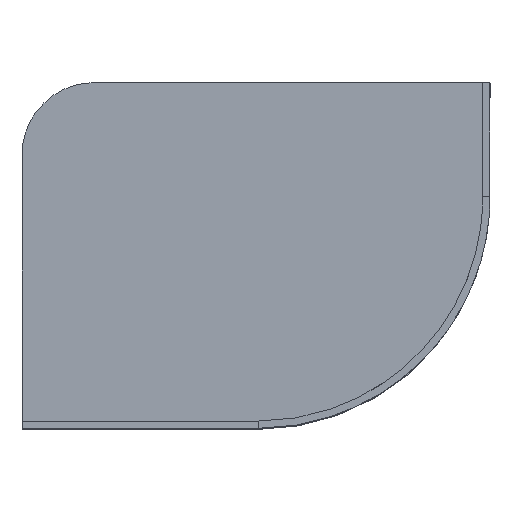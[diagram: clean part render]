
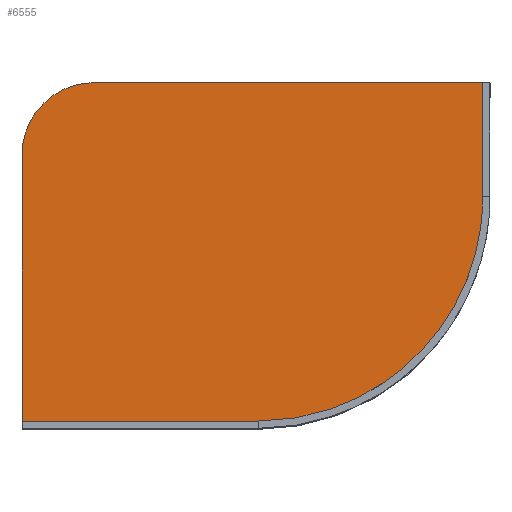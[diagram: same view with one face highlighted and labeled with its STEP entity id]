
A CAD part, top view. The second image highlights one B-rep face of the part: STEP entity #6555.
In plain terms, the highlighted planar face has unit normal (0, 0, 1).
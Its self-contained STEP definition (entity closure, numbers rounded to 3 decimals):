
#6545=AXIS2_PLACEMENT_3D('Plane Axis2P3D',#6542,#6543,#6544) ;
#6303=CARTESIAN_POINT('Vertex',(76.703,243.008,10.)) ;
#6323=CARTESIAN_POINT('Vertex',(-23.297,143.008,10.)) ;
#6327=CARTESIAN_POINT('Control Point',(-23.297,143.008,10.)) ;
#6328=CARTESIAN_POINT('Control Point',(-23.297,158.716,10.)) ;
#6329=CARTESIAN_POINT('Control Point',(-20.213,174.424,10.)) ;
#6330=CARTESIAN_POINT('Control Point',(-14.041,189.323,10.)) ;
#6331=CARTESIAN_POINT('Control Point',(3.812,215.9,10.)) ;
#6332=CARTESIAN_POINT('Control Point',(30.388,233.752,10.)) ;
#6333=CARTESIAN_POINT('Control Point',(45.287,239.924,10.)) ;
#6334=CARTESIAN_POINT('Control Point',(60.995,243.008,10.)) ;
#6335=CARTESIAN_POINT('Control Point',(76.703,243.008,10.)) ;
#6360=CARTESIAN_POINT('Vertex',(-23.297,-236.298,10.)) ;
#6363=CARTESIAN_POINT('Line Origine',(-23.297,-46.645,10.)) ;
#6391=CARTESIAN_POINT('Vertex',(304.307,-236.298,10.)) ;
#6394=CARTESIAN_POINT('Line Origine',(140.505,-236.298,10.)) ;
#6448=CARTESIAN_POINT('Vertex',(625.652,85.047,10.)) ;
#6452=CARTESIAN_POINT('Control Point',(625.652,85.047,10.)) ;
#6453=CARTESIAN_POINT('Control Point',(625.652,59.808,10.)) ;
#6454=CARTESIAN_POINT('Control Point',(623.174,34.57,10.)) ;
#6455=CARTESIAN_POINT('Control Point',(618.219,9.656,10.)) ;
#6456=CARTESIAN_POINT('Control Point',(603.48,-38.875,10.)) ;
#6457=CARTESIAN_POINT('Control Point',(579.585,-83.613,10.)) ;
#6458=CARTESIAN_POINT('Control Point',(565.473,-104.734,10.)) ;
#6459=CARTESIAN_POINT('Control Point',(533.284,-143.931,10.)) ;
#6460=CARTESIAN_POINT('Control Point',(494.088,-176.119,10.)) ;
#6461=CARTESIAN_POINT('Control Point',(472.967,-190.232,10.)) ;
#6462=CARTESIAN_POINT('Control Point',(428.229,-214.127,10.)) ;
#6463=CARTESIAN_POINT('Control Point',(379.698,-228.865,10.)) ;
#6464=CARTESIAN_POINT('Control Point',(354.784,-233.821,10.)) ;
#6465=CARTESIAN_POINT('Control Point',(329.546,-236.298,10.)) ;
#6466=CARTESIAN_POINT('Control Point',(304.307,-236.298,10.)) ;
#6491=CARTESIAN_POINT('Vertex',(625.652,243.008,10.)) ;
#6494=CARTESIAN_POINT('Line Origine',(625.652,164.027,10.)) ;
#6516=CARTESIAN_POINT('Line Origine',(351.178,243.008,10.)) ;
#6542=CARTESIAN_POINT('Axis2P3D Location',(0.,0.,10.)) ;
#6364=DIRECTION('Vector Direction',(0.,1.,0.)) ;
#6395=DIRECTION('Vector Direction',(-1.,0.,0.)) ;
#6495=DIRECTION('Vector Direction',(0.,-1.,0.)) ;
#6517=DIRECTION('Vector Direction',(1.,0.,0.)) ;
#6543=DIRECTION('Axis2P3D Direction',(0.,0.,1.)) ;
#6544=DIRECTION('Axis2P3D XDirection',(1.,0.,0.)) ;
#6365=VECTOR('Line Direction',#6364,1.) ;
#6396=VECTOR('Line Direction',#6395,1.) ;
#6496=VECTOR('Line Direction',#6495,1.) ;
#6518=VECTOR('Line Direction',#6517,1.) ;
#6548=ORIENTED_EDGE('',*,*,#6336,.T.) ;
#6549=ORIENTED_EDGE('',*,*,#6367,.T.) ;
#6550=ORIENTED_EDGE('',*,*,#6398,.T.) ;
#6551=ORIENTED_EDGE('',*,*,#6467,.T.) ;
#6552=ORIENTED_EDGE('',*,*,#6498,.T.) ;
#6553=ORIENTED_EDGE('',*,*,#6520,.T.) ;
#6555=ADVANCED_FACE('PartBody',(#6554),#6546,.T.) ;
#6326=B_SPLINE_CURVE_WITH_KNOTS('',5,(#6327,#6328,#6329,#6330,#6331,#6332,#6333,#6334,#6335),.UNSPECIFIED.,.F.,.U.,(6,3,6),(1918.588,1997.128,2075.668),.UNSPECIFIED.) ;
#6451=B_SPLINE_CURVE_WITH_KNOTS('',5,(#6452,#6453,#6454,#6455,#6456,#6457,#6458,#6459,#6460,#6461,#6462,#6463,#6464,#6465,#6466),.UNSPECIFIED.,.F.,.U.,(6,3,3,3,6),(706.91,833.102,959.294,1085.486,1211.678),.UNSPECIFIED.) ;
#6336=EDGE_CURVE('',#6304,#6324,#6326,.F.) ;
#6367=EDGE_CURVE('',#6324,#6361,#6366,.F.) ;
#6398=EDGE_CURVE('',#6361,#6392,#6397,.F.) ;
#6467=EDGE_CURVE('',#6392,#6449,#6451,.F.) ;
#6498=EDGE_CURVE('',#6449,#6492,#6497,.F.) ;
#6520=EDGE_CURVE('',#6492,#6304,#6519,.F.) ;
#6547=EDGE_LOOP('',(#6548,#6549,#6550,#6551,#6552,#6553)) ;
#6554=FACE_OUTER_BOUND('',#6547,.T.) ;
#6366=LINE('Line',#6363,#6365) ;
#6397=LINE('Line',#6394,#6396) ;
#6497=LINE('Line',#6494,#6496) ;
#6519=LINE('Line',#6516,#6518) ;
#6546=PLANE('Plane',#6545) ;
#6304=VERTEX_POINT('',#6303) ;
#6324=VERTEX_POINT('',#6323) ;
#6361=VERTEX_POINT('',#6360) ;
#6392=VERTEX_POINT('',#6391) ;
#6449=VERTEX_POINT('',#6448) ;
#6492=VERTEX_POINT('',#6491) ;
